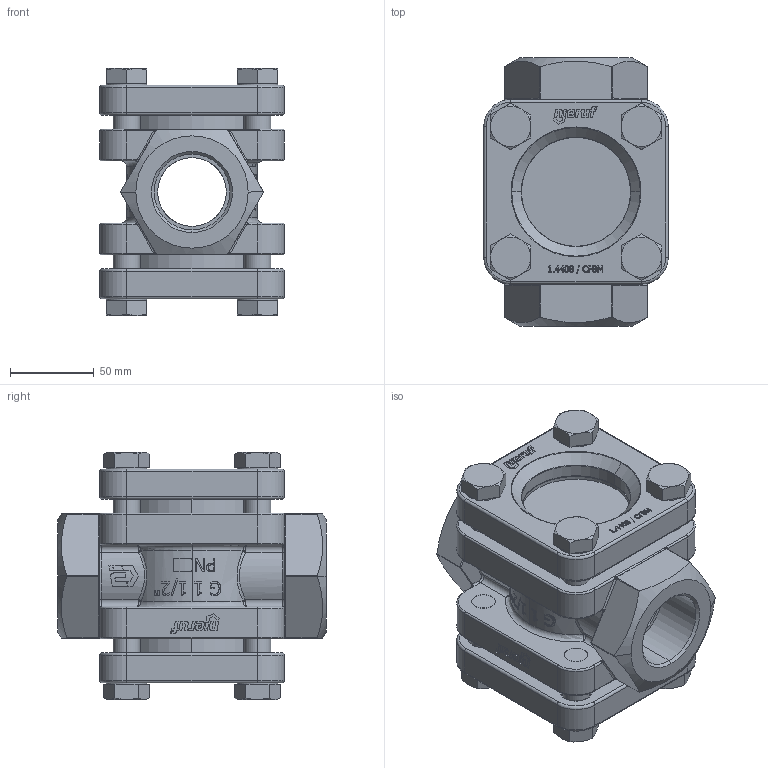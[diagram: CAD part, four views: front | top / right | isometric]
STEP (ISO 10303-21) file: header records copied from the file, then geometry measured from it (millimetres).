
FILE_DESCRIPTION (( 'STEP AP214' ), '1' );
FILE_NAME ('GS03_07_Durchfluss-Schauglas_Dummy.STEP', '2020-03-31T12:27:25', ( '' ), ( '' ), 'SwSTEP 2.0', 'SolidWorks 2020', '' );
FILE_SCHEMA (( 'AUTOMOTIVE_DESIGN' ));
Length unit declared in the file: millimetre
Products named in the file (1): GS03_07_Durchfluss-Schauglas_Dummy
Bounding box: 110 x 160 x 147.4 mm (x, y, z)
Volume: 990899.1 mm3; surface area: 232641 mm2
Topology: 17 solids, 17 shells, 1899 faces, 4796 edges, 3043 vertices
Faces by surface type: plane 911, cylinder 425, bspline 335, torus 114, cone 110, sphere 4
Entity records: 94166 total; most frequent: CARTESIAN_POINT 29624, ORIENTED_EDGE 9560, DIRECTION 8123, EDGE_CURVE 4780, VERTEX_POINT 3039, AXIS2_PLACEMENT_3D 2766, VECTOR 2591, LINE 2591
